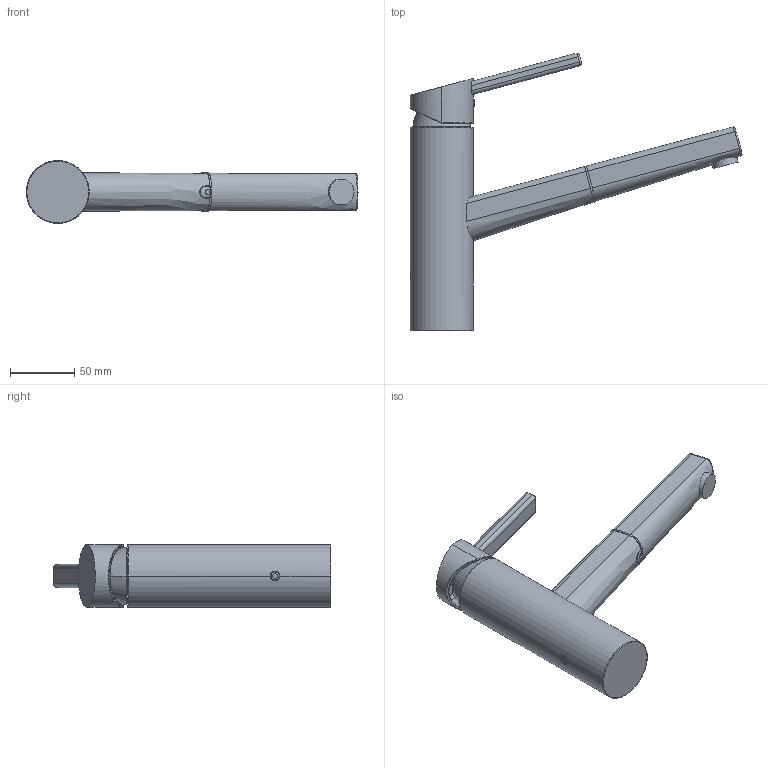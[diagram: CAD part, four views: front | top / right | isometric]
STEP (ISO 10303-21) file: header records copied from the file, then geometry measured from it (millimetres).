
FILE_DESCRIPTION(('STEP AP214'),'1');
FILE_NAME('KWC Kuna E8 .STP','2026-01-12T12:32:34',(' '),(' '),'Spatial InterOp 3D',' ',' ');
FILE_SCHEMA(('AUTOMOTIVE_DESIGN { 1 0 10303 214 1 1 1 1 }'));
Length unit declared in the file: millimetre
Products named in the file (4): ASSEM1; KWC Kuna E8 
Assembly tree (3 placements, depth 3):
  KWC Kuna E8 
    (unnamed)
      ASSEM1
      (unnamed)
Bounding box: 258.91 x 216.45 x 49 mm (x, y, z)
Volume: 506998.4 mm3; surface area: 71219.1 mm2
Topology: 2 solids, 2 shells, 231 faces, 582 edges, 360 vertices
Faces by surface type: plane 81, cylinder 67, bspline 43, torus 20, cone 16, sphere 2, extrusion 2
Entity records: 12913 total; most frequent: CARTESIAN_POINT 7704, ORIENTED_EDGE 1164, DIRECTION 934, EDGE_CURVE 582, VERTEX_POINT 360, AXIS2_PLACEMENT_3D 352, EDGE_LOOP 246, ADVANCED_FACE 231
